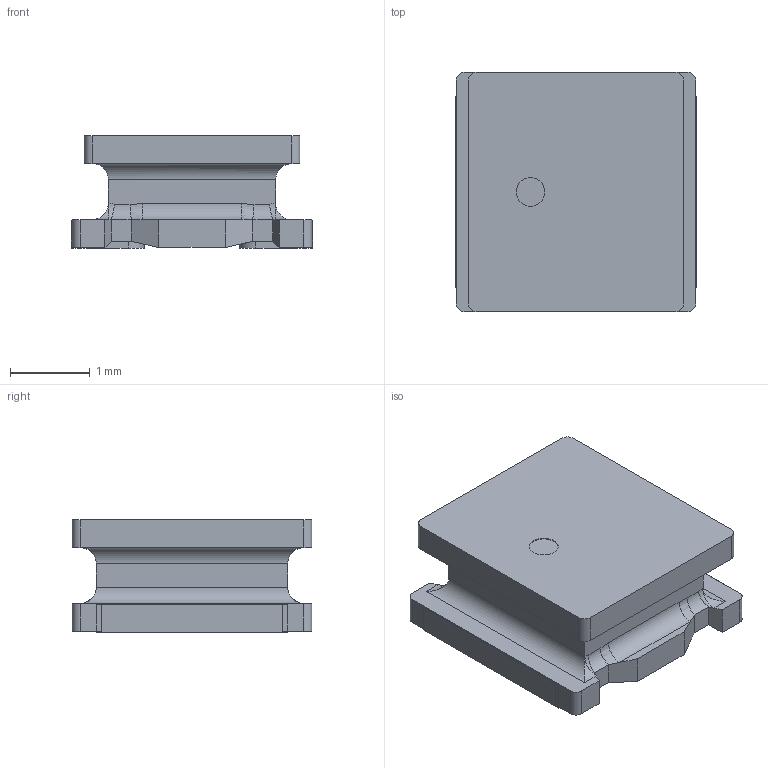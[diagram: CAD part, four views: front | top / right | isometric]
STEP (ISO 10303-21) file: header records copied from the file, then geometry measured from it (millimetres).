
FILE_DESCRIPTION(('FreeCAD Model'),'2;1');
FILE_NAME( 'User Library-Murata_LQH3NP_M0(1212)_sp.step', '2017-11-19T20:51:43',('kicad StepUp'),('ksu MCAD'), 'Open CASCADE STEP processor 6.8','FreeCAD','Unknown');
FILE_SCHEMA(('AUTOMOTIVE_DESIGN_CC2 { 1 2 10303 214 -1 1 5 4 }'));
Length unit declared in the file: millimetre
Products named in the file (1): User_Library-Murata_LQH3NP_M0(1212)_sp
Bounding box: 3.02 x 3 x 1.41 mm (x, y, z)
Volume: 9.5 mm3; surface area: 37.2 mm2
Topology: 1 solids, 1 shells, 104 faces, 260 edges, 160 vertices
Faces by surface type: plane 62, cylinder 34, bspline 8
Entity records: 10914 total; most frequent: CARTESIAN_POINT 5393, DIRECTION 762, ORIENTED_EDGE 520, PCURVE 520, DEFINITIONAL_REPRESENTATION 520, LINE 444, VECTOR 444, EDGE_CURVE 260
